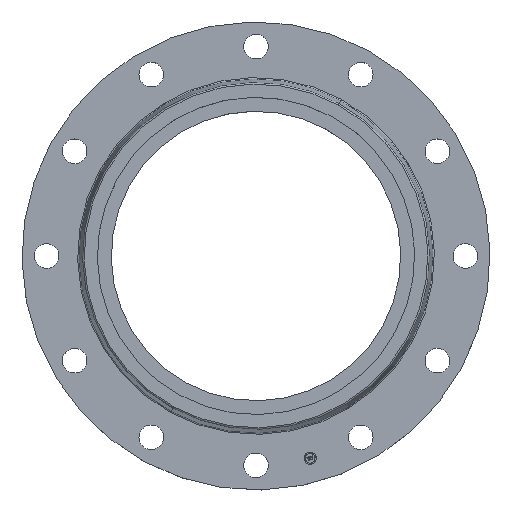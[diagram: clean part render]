
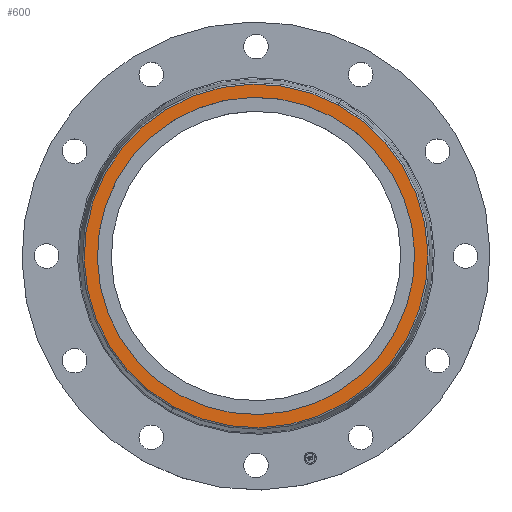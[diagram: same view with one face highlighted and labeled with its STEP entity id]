
A CAD part, top view. The second image highlights one B-rep face of the part: STEP entity #600.
In plain terms, the highlighted planar face has unit normal (0, 0, 1).
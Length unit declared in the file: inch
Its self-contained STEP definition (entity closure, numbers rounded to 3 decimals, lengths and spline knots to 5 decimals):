
#544=AXIS2_PLACEMENT_3D('Circle Axis2P3D',#542,#543,$) ;
#563=AXIS2_PLACEMENT_3D('Circle Axis2P3D',#561,#562,$) ;
#576=AXIS2_PLACEMENT_3D('Plane Axis2P3D',#573,#574,#575) ;
#584=AXIS2_PLACEMENT_3D('Circle Axis2P3D',#582,#583,$) ;
#593=AXIS2_PLACEMENT_3D('Circle Axis2P3D',#591,#592,$) ;
#539=CARTESIAN_POINT('Vertex',(3.34431,6.12173,2.12)) ;
#542=CARTESIAN_POINT('Axis2P3D Location',(0.,0.,2.12)) ;
#546=CARTESIAN_POINT('Vertex',(-3.34431,-6.12173,2.12)) ;
#561=CARTESIAN_POINT('Axis2P3D Location',(0.,0.,2.12)) ;
#573=CARTESIAN_POINT('Axis2P3D Location',(0.,6.97567,2.12)) ;
#582=CARTESIAN_POINT('Axis2P3D Location',(0.,0.,2.12)) ;
#586=CARTESIAN_POINT('Vertex',(-5.65163,3.0875,2.12)) ;
#588=CARTESIAN_POINT('Vertex',(5.65163,-3.0875,2.12)) ;
#591=CARTESIAN_POINT('Axis2P3D Location',(0.,0.,2.12)) ;
#543=DIRECTION('Axis2P3D Direction',(0.,0.,-0.039)) ;
#562=DIRECTION('Axis2P3D Direction',(0.,0.,-0.039)) ;
#574=DIRECTION('Axis2P3D Direction',(0.,0.,-0.039)) ;
#575=DIRECTION('Axis2P3D XDirection',(0.039,0.,0.)) ;
#583=DIRECTION('Axis2P3D Direction',(0.,0.,-0.039)) ;
#592=DIRECTION('Axis2P3D Direction',(0.,0.,-0.039)) ;
#579=ORIENTED_EDGE('',*,*,#548,.F.) ;
#580=ORIENTED_EDGE('',*,*,#565,.F.) ;
#597=ORIENTED_EDGE('',*,*,#590,.T.) ;
#598=ORIENTED_EDGE('',*,*,#595,.T.) ;
#599=FACE_BOUND('',#596,.T.) ;
#600=ADVANCED_FACE('PartBody',(#581,#599),#577,.F.) ;
#545=CIRCLE('generated circle',#544,6.97567) ;
#564=CIRCLE('generated circle',#563,6.97567) ;
#585=CIRCLE('generated circle',#584,6.44) ;
#594=CIRCLE('generated circle',#593,6.44) ;
#548=EDGE_CURVE('',#540,#547,#545,.T.) ;
#565=EDGE_CURVE('',#547,#540,#564,.T.) ;
#590=EDGE_CURVE('',#587,#589,#585,.T.) ;
#595=EDGE_CURVE('',#589,#587,#594,.T.) ;
#578=EDGE_LOOP('',(#579,#580)) ;
#596=EDGE_LOOP('',(#597,#598)) ;
#581=FACE_OUTER_BOUND('',#578,.T.) ;
#577=PLANE('',#576) ;
#540=VERTEX_POINT('',#539) ;
#547=VERTEX_POINT('',#546) ;
#587=VERTEX_POINT('',#586) ;
#589=VERTEX_POINT('',#588) ;
